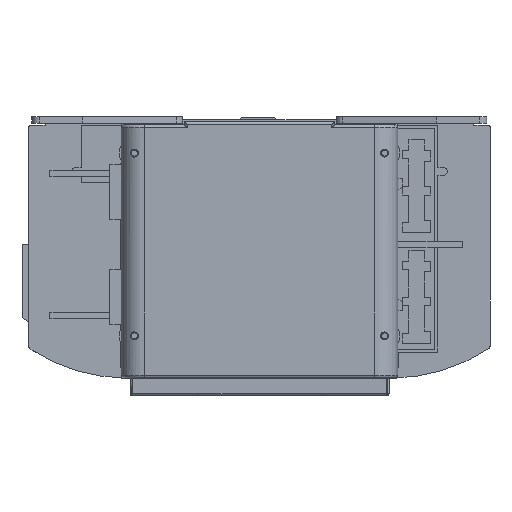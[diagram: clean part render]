
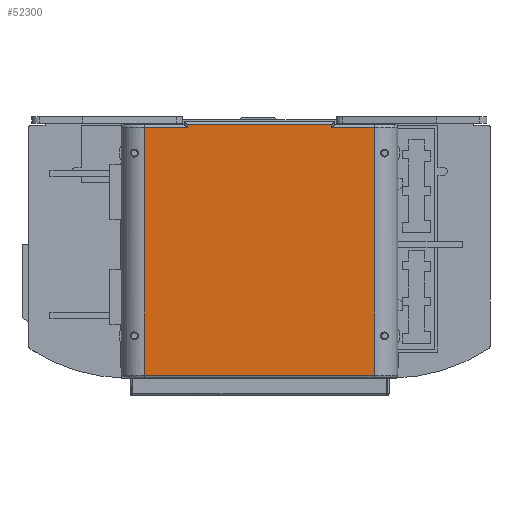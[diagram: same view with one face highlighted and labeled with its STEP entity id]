
A CAD part, left-side view. The second image highlights one B-rep face of the part: STEP entity #52300.
In plain terms, the highlighted face is planar.
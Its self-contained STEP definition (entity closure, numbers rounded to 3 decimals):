
#51753=DIRECTION('',(0.,0.,-1.));
#51754=VECTOR('',#51753,150.);
#51755=CARTESIAN_POINT('',(15.,85.,75.));
#51756=LINE('',#51755,#51754);
#51757=DIRECTION('',(0.,1.,0.));
#51758=VECTOR('',#51757,161.);
#51759=CARTESIAN_POINT('',(15.,-76.,-75.));
#51760=LINE('',#51759,#51758);
#51761=DIRECTION('',(0.,0.,1.));
#51762=VECTOR('',#51761,28.);
#51763=CARTESIAN_POINT('',(15.,-76.,-75.));
#51764=LINE('',#51763,#51762);
#51765=DIRECTION('',(0.,1.,0.));
#51766=VECTOR('',#51765,2.);
#51767=CARTESIAN_POINT('',(15.,-78.,-47.));
#51768=LINE('',#51767,#51766);
#51769=DIRECTION('',(0.,0.,-1.));
#51770=VECTOR('',#51769,94.);
#51771=CARTESIAN_POINT('',(15.,-78.,47.));
#51772=LINE('',#51771,#51770);
#51773=DIRECTION('',(0.,-1.,0.));
#51774=VECTOR('',#51773,2.);
#51775=CARTESIAN_POINT('',(15.,-76.,47.));
#51776=LINE('',#51775,#51774);
#51777=DIRECTION('',(0.,0.,-1.));
#51778=VECTOR('',#51777,28.);
#51779=CARTESIAN_POINT('',(15.,-76.,75.));
#51780=LINE('',#51779,#51778);
#51781=DIRECTION('',(0.,-1.,0.));
#51782=VECTOR('',#51781,161.);
#51783=CARTESIAN_POINT('',(15.,85.,75.));
#51784=LINE('',#51783,#51782);
#51831=CARTESIAN_POINT('',(15.,85.,-75.));
#51832=VERTEX_POINT('',#51831);
#51837=CARTESIAN_POINT('',(15.,85.,75.));
#51838=VERTEX_POINT('',#51837);
#51847=CARTESIAN_POINT('',(15.,-76.,75.));
#51848=VERTEX_POINT('',#51847);
#51853=CARTESIAN_POINT('',(15.,-76.,47.));
#51854=VERTEX_POINT('',#51853);
#51857=CARTESIAN_POINT('',(15.,-78.,47.));
#51858=VERTEX_POINT('',#51857);
#51861=CARTESIAN_POINT('',(15.,-78.,-47.));
#51862=VERTEX_POINT('',#51861);
#51865=CARTESIAN_POINT('',(15.,-76.,-47.));
#51866=VERTEX_POINT('',#51865);
#51873=CARTESIAN_POINT('',(15.,-76.,-75.));
#51874=VERTEX_POINT('',#51873);
#52283=CARTESIAN_POINT('',(15.,0.,0.));
#52284=DIRECTION('',(1.,0.,0.));
#52285=DIRECTION('',(0.,0.,-1.));
#52286=AXIS2_PLACEMENT_3D('',#52283,#52284,#52285);
#52287=PLANE('',#52286);
#52289=ORIENTED_EDGE('',*,*,#52288,.T.);
#52290=ORIENTED_EDGE('',*,*,#52061,.F.);
#52292=ORIENTED_EDGE('',*,*,#52291,.T.);
#52293=ORIENTED_EDGE('',*,*,#52180,.F.);
#52294=ORIENTED_EDGE('',*,*,#52196,.F.);
#52295=ORIENTED_EDGE('',*,*,#52237,.F.);
#52296=ORIENTED_EDGE('',*,*,#52252,.F.);
#52297=ORIENTED_EDGE('',*,*,#51953,.F.);
#52298=EDGE_LOOP('',(#52289,#52290,#52292,#52293,#52294,#52295,#52296,#52297));
#52299=FACE_OUTER_BOUND('',#52298,.F.);
#51953=EDGE_CURVE('',#51838,#51848,#51784,.T.);
#52061=EDGE_CURVE('',#51874,#51832,#51760,.T.);
#52180=EDGE_CURVE('',#51862,#51866,#51768,.T.);
#52196=EDGE_CURVE('',#51858,#51862,#51772,.T.);
#52237=EDGE_CURVE('',#51854,#51858,#51776,.T.);
#52252=EDGE_CURVE('',#51848,#51854,#51780,.T.);
#52288=EDGE_CURVE('',#51838,#51832,#51756,.T.);
#52291=EDGE_CURVE('',#51874,#51866,#51764,.T.);
#52300=ADVANCED_FACE('',(#52299),#52287,.T.);
